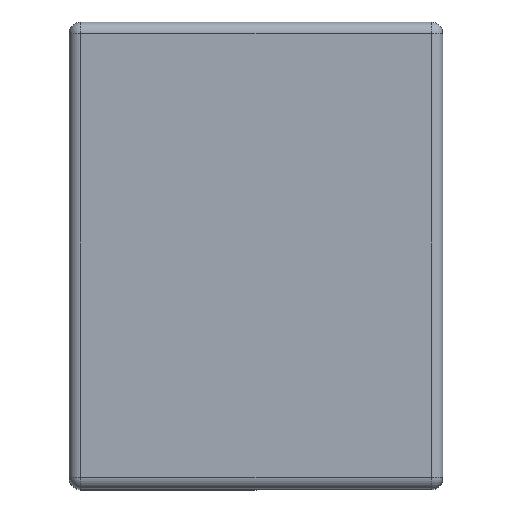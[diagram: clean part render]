
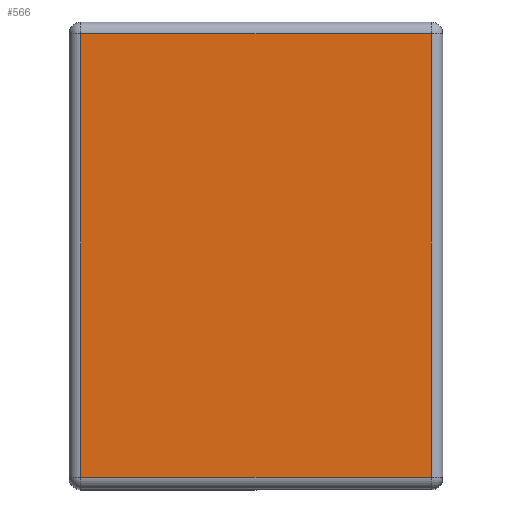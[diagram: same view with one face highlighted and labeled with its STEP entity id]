
A CAD part, top view. The second image highlights one B-rep face of the part: STEP entity #566.
In plain terms, the highlighted planar face has unit normal (0, 0, 1).
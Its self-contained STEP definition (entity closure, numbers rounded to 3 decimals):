
#22 = LINE ( 'NONE', #1853, #2071 ) ;
#69 = VERTEX_POINT ( 'NONE', #1244 ) ;
#83 = VECTOR ( 'NONE', #1290, 1000. ) ;
#110 = AXIS2_PLACEMENT_3D ( 'NONE', #2217, #1009, #649 ) ;
#207 = EDGE_CURVE ( 'NONE', #1562, #335, #820, .T. ) ;
#335 = VERTEX_POINT ( 'NONE', #1759 ) ;
#414 = LINE ( 'NONE', #1077, #83 ) ;
#417 = VERTEX_POINT ( 'NONE', #1141 ) ;
#443 = PLANE ( 'NONE',  #110 ) ;
#566 = ADVANCED_FACE ( 'NONE', ( #2338 ), #443, .T. ) ;
#649 = DIRECTION ( 'NONE',  ( 1., 0., 0. ) ) ;
#820 = LINE ( 'NONE', #1736, #1832 ) ;
#892 = DIRECTION ( 'NONE',  ( 1., 0., 0. ) ) ;
#929 = DIRECTION ( 'NONE',  ( 0., -1., 0. ) ) ;
#1009 = DIRECTION ( 'NONE',  ( 0., 0., 1. ) ) ;
#1077 = CARTESIAN_POINT ( 'NONE',  ( -8., 9.5, 23. ) ) ;
#1141 = CARTESIAN_POINT ( 'NONE',  ( 7.5, 9.5, 23. ) ) ;
#1224 = DIRECTION ( 'NONE',  ( 0., 1., 0. ) ) ;
#1244 = CARTESIAN_POINT ( 'NONE',  ( 7.5, -9.5, 23. ) ) ;
#1290 = DIRECTION ( 'NONE',  ( -1., 0., 0. ) ) ;
#1296 = VECTOR ( 'NONE', #1224, 1000. ) ;
#1307 = ORIENTED_EDGE ( 'NONE', *, *, #1976, .T. ) ;
#1339 = ORIENTED_EDGE ( 'NONE', *, *, #1536, .T. ) ;
#1536 = EDGE_CURVE ( 'NONE', #335, #69, #22, .T. ) ;
#1562 = VERTEX_POINT ( 'NONE', #2067 ) ;
#1736 = CARTESIAN_POINT ( 'NONE',  ( -7.5, -10., 23. ) ) ;
#1746 = ORIENTED_EDGE ( 'NONE', *, *, #2262, .T. ) ;
#1759 = CARTESIAN_POINT ( 'NONE',  ( -7.5, -9.5, 23. ) ) ;
#1805 = CARTESIAN_POINT ( 'NONE',  ( 7.5, 10., 23. ) ) ;
#1825 = LINE ( 'NONE', #1805, #1296 ) ;
#1832 = VECTOR ( 'NONE', #929, 1000. ) ;
#1853 = CARTESIAN_POINT ( 'NONE',  ( 8., -9.5, 23. ) ) ;
#1874 = ORIENTED_EDGE ( 'NONE', *, *, #207, .T. ) ;
#1976 = EDGE_CURVE ( 'NONE', #69, #417, #1825, .T. ) ;
#2067 = CARTESIAN_POINT ( 'NONE',  ( -7.5, 9.5, 23. ) ) ;
#2071 = VECTOR ( 'NONE', #892, 1000. ) ;
#2156 = EDGE_LOOP ( 'NONE', ( #1307, #1746, #1874, #1339 ) ) ;
#2217 = CARTESIAN_POINT ( 'NONE',  ( 0., 0., 23. ) ) ;
#2262 = EDGE_CURVE ( 'NONE', #417, #1562, #414, .T. ) ;
#2338 = FACE_OUTER_BOUND ( 'NONE', #2156, .T. ) ;
